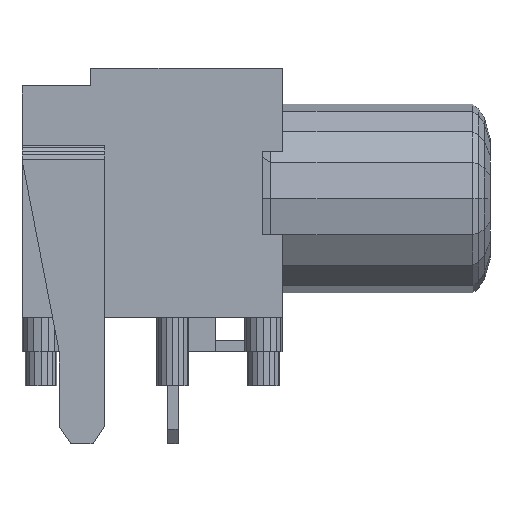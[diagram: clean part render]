
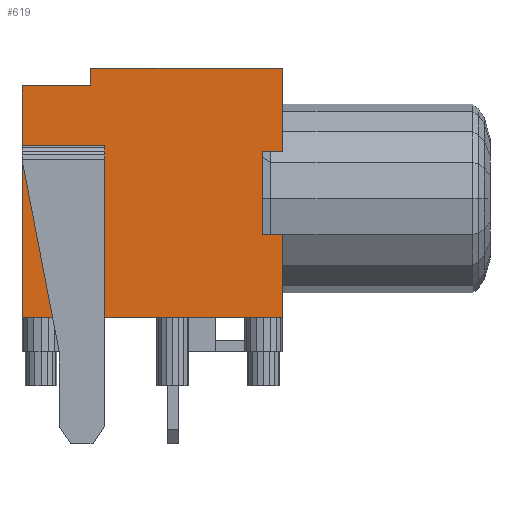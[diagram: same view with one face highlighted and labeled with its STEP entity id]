
A CAD part, left-side view. The second image highlights one B-rep face of the part: STEP entity #619.
In plain terms, the highlighted planar face has unit normal (-1, 0, 0).
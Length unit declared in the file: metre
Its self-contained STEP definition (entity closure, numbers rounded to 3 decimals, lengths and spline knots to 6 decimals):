
#619=ADVANCED_FACE('0:11505',(#1930),#1931,.T.);
#1930=FACE_OUTER_BOUND('',#3603,.T.);
#1931=PLANE('',#3604);
#3603=EDGE_LOOP('',(#7958,#7959,#7960,#7961,#7962,#7963,#7964,#7965,#7966,#7967));
#3604=AXIS2_PLACEMENT_3D('',#7968,#7969,#7970);
#7958=ORIENTED_EDGE('',*,*,#12033,.T.);
#7959=ORIENTED_EDGE('',*,*,#12051,.T.);
#7960=ORIENTED_EDGE('',*,*,#12057,.F.);
#7961=ORIENTED_EDGE('',*,*,#12068,.T.);
#7962=ORIENTED_EDGE('',*,*,#12083,.F.);
#7963=ORIENTED_EDGE('',*,*,#12084,.F.);
#7964=ORIENTED_EDGE('',*,*,#12085,.T.);
#7965=ORIENTED_EDGE('',*,*,#12086,.F.);
#7966=ORIENTED_EDGE('',*,*,#12087,.T.);
#7967=ORIENTED_EDGE('',*,*,#12088,.F.);
#7968=CARTESIAN_POINT('',(-1.89,2.592826,5.206043));
#7969=DIRECTION('',(-1.0,0.0,0.0));
#7970=DIRECTION('',(0.0,0.0,1.0));
#12033=EDGE_CURVE('0:11541',#14747,#14748,#14749,.T.);
#12051=EDGE_CURVE('0:10851',#14748,#14780,#14782,.T.);
#12057=EDGE_CURVE('0:10806',#14791,#14780,#14793,.T.);
#12068=EDGE_CURVE('0:10749',#14791,#14808,#14811,.T.);
#12083=EDGE_CURVE('0:11657',#14834,#14808,#14835,.T.);
#12084=EDGE_CURVE('0:11648',#14836,#14834,#14837,.T.);
#12085=EDGE_CURVE('0:11669',#14836,#14838,#14839,.T.);
#12086=EDGE_CURVE('0:10854',#14840,#14838,#14841,.T.);
#12087=EDGE_CURVE('0:11529',#14840,#14842,#14843,.T.);
#12088=EDGE_CURVE('0:11520',#14747,#14842,#14844,.T.);
#14747=VERTEX_POINT('',#19138);
#14748=VERTEX_POINT('',#19139);
#14749=LINE('',#19140,#19141);
#14780=VERTEX_POINT('',#19188);
#14782=LINE('',#19191,#19192);
#14791=VERTEX_POINT('',#19205);
#14793=LINE('',#19208,#19209);
#14808=VERTEX_POINT('',#19233);
#14811=LINE('',#19237,#19238);
#14834=VERTEX_POINT('',#19275);
#14835=LINE('',#19276,#19277);
#14836=VERTEX_POINT('',#19278);
#14837=LINE('',#19279,#19280);
#14838=VERTEX_POINT('',#19281);
#14839=LINE('',#19282,#19283);
#14840=VERTEX_POINT('',#19284);
#14841=LINE('',#19285,#19286);
#14842=VERTEX_POINT('',#19287);
#14843=LINE('',#19288,#19289);
#14844=LINE('',#19290,#19291);
#19138=CARTESIAN_POINT('',(-1.89,2.592826,5.206043));
#19139=CARTESIAN_POINT('',(-1.89,2.604001,5.206043));
#19140=CARTESIAN_POINT('',(-1.89,2.594004,5.206043));
#19141=VECTOR('',#22664,0.003366);
#19188=CARTESIAN_POINT('',(-1.89,2.604001,5.205));
#19191=CARTESIAN_POINT('',(-1.89,2.604001,5.206043));
#19192=VECTOR('',#22682,0.003366);
#19205=CARTESIAN_POINT('',(-1.89,2.608,5.205));
#19208=CARTESIAN_POINT('',(-1.89,2.608,5.205));
#19209=VECTOR('',#22688,0.003366);
#19233=CARTESIAN_POINT('',(-1.89,2.608,5.191469));
#19237=CARTESIAN_POINT('',(-1.89,2.608,5.205));
#19238=VECTOR('',#22699,0.003366);
#19275=CARTESIAN_POINT('',(-1.89,2.592826,5.191469));
#19276=CARTESIAN_POINT('',(-1.89,2.594004,5.191469));
#19277=VECTOR('',#22714,0.003366);
#19278=CARTESIAN_POINT('',(-1.89,2.592826,5.196323));
#19279=CARTESIAN_POINT('',(-1.89,2.592826,5.196323));
#19280=VECTOR('',#22715,0.003366);
#19281=CARTESIAN_POINT('',(-1.89,2.594004,5.196323));
#19282=CARTESIAN_POINT('',(-1.89,2.592826,5.196323));
#19283=VECTOR('',#22716,0.003366);
#19284=CARTESIAN_POINT('',(-1.89,2.594004,5.201189));
#19285=CARTESIAN_POINT('',(-1.89,2.594004,5.206043));
#19286=VECTOR('',#22717,0.003366);
#19287=CARTESIAN_POINT('',(-1.89,2.592826,5.201189));
#19288=CARTESIAN_POINT('',(-1.89,2.594004,5.201189));
#19289=VECTOR('',#22718,0.003366);
#19290=CARTESIAN_POINT('',(-1.89,2.592826,5.206043));
#19291=VECTOR('',#22719,0.003366);
#22664=DIRECTION('',(0.0,1.0,0.0));
#22682=DIRECTION('',(0.0,0.0,-1.0));
#22688=DIRECTION('',(0.0,-1.0,0.0));
#22699=DIRECTION('',(0.0,0.0,-1.0));
#22714=DIRECTION('',(0.0,1.0,0.0));
#22715=DIRECTION('',(0.0,0.0,-1.0));
#22716=DIRECTION('',(0.0,1.0,0.0));
#22717=DIRECTION('',(0.0,0.0,-1.0));
#22718=DIRECTION('',(0.0,-1.0,0.0));
#22719=DIRECTION('',(0.0,0.0,-1.0));
